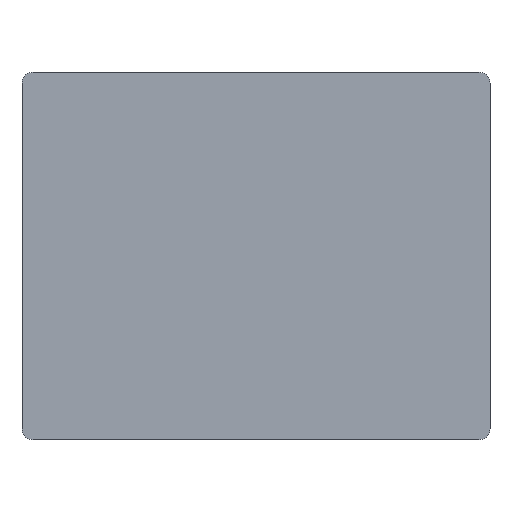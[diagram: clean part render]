
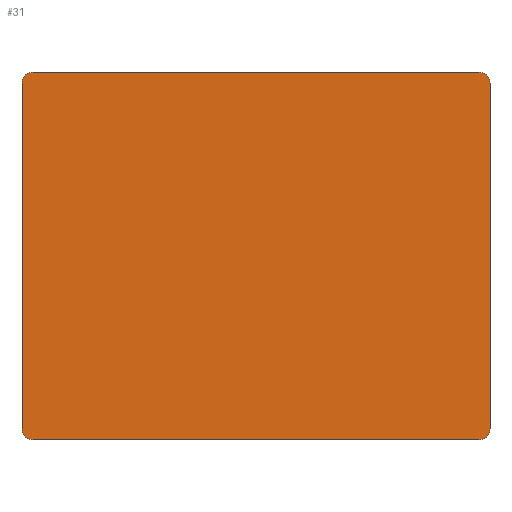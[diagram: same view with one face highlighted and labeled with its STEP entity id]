
A CAD part, front view. The second image highlights one B-rep face of the part: STEP entity #31.
In plain terms, the highlighted planar face has unit normal (0, -1, 0).
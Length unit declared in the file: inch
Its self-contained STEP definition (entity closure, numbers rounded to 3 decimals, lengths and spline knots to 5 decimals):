
#5 = VERTEX_POINT ( 'NONE', #199 ) ;
#6 = AXIS2_PLACEMENT_3D ( 'NONE', #305, #43, #215 ) ;
#8 = CIRCLE ( 'NONE', #302, 0.25 ) ;
#9 = DIRECTION ( 'NONE',  ( 0., 0., -1. ) ) ;
#15 = CARTESIAN_POINT ( 'NONE',  ( 10.25, 0., -8.245 ) ) ;
#23 = EDGE_CURVE ( 'NONE', #124, #331, #118, .T. ) ;
#30 = EDGE_CURVE ( 'NONE', #295, #340, #320, .T. ) ;
#31 = ADVANCED_FACE ( 'NONE', ( #221 ), #201, .T. ) ;
#33 = LINE ( 'NONE', #246, #329 ) ;
#43 = DIRECTION ( 'NONE',  ( 0., -1., 0. ) ) ;
#49 = CARTESIAN_POINT ( 'NONE',  ( 10.5, 0., -0.25 ) ) ;
#50 = ORIENTED_EDGE ( 'NONE', *, *, #248, .F. ) ;
#52 = CARTESIAN_POINT ( 'NONE',  ( 10.25, 0., -0.25 ) ) ;
#53 = VECTOR ( 'NONE', #54, 39.37008 ) ;
#54 = DIRECTION ( 'NONE',  ( 0., 0., 1. ) ) ;
#55 = DIRECTION ( 'NONE',  ( 0., -1., 0. ) ) ;
#57 = AXIS2_PLACEMENT_3D ( 'NONE', #236, #205, #88 ) ;
#63 = DIRECTION ( 'NONE',  ( 0., -1., 0. ) ) ;
#83 = VERTEX_POINT ( 'NONE', #268 ) ;
#84 = CARTESIAN_POINT ( 'NONE',  ( 0., 0., 0. ) ) ;
#88 = DIRECTION ( 'NONE',  ( 0., 0., -1. ) ) ;
#97 = DIRECTION ( 'NONE',  ( 0., 0., -1. ) ) ;
#101 = ORIENTED_EDGE ( 'NONE', *, *, #23, .F. ) ;
#111 = DIRECTION ( 'NONE',  ( 0., 0., -1. ) ) ;
#117 = ORIENTED_EDGE ( 'NONE', *, *, #172, .T. ) ;
#118 = LINE ( 'NONE', #84, #165 ) ;
#119 = EDGE_CURVE ( 'NONE', #280, #340, #33, .T. ) ;
#120 = CARTESIAN_POINT ( 'NONE',  ( 10.25, 0., -7.995 ) ) ;
#121 = ORIENTED_EDGE ( 'NONE', *, *, #374, .T. ) ;
#124 = VERTEX_POINT ( 'NONE', #274 ) ;
#147 = ORIENTED_EDGE ( 'NONE', *, *, #30, .T. ) ;
#151 = EDGE_CURVE ( 'NONE', #124, #5, #228, .T. ) ;
#153 = CARTESIAN_POINT ( 'NONE',  ( 0.25, 0., -7.995 ) ) ;
#165 = VECTOR ( 'NONE', #233, 39.37008 ) ;
#172 = EDGE_CURVE ( 'NONE', #186, #83, #8, .T. ) ;
#186 = VERTEX_POINT ( 'NONE', #275 ) ;
#191 = CIRCLE ( 'NONE', #242, 0.25 ) ;
#197 = EDGE_LOOP ( 'NONE', ( #101, #304, #50, #117, #353, #147, #260, #121 ) ) ;
#199 = CARTESIAN_POINT ( 'NONE',  ( 0., 0., -0.25 ) ) ;
#201 = PLANE ( 'NONE',  #57 ) ;
#205 = DIRECTION ( 'NONE',  ( 0., -1., 0. ) ) ;
#208 = DIRECTION ( 'NONE',  ( 0., 0., -1. ) ) ;
#213 = DIRECTION ( 'NONE',  ( 0., -1., 0. ) ) ;
#215 = DIRECTION ( 'NONE',  ( 0., 0., -1. ) ) ;
#218 = LINE ( 'NONE', #338, #53 ) ;
#220 = CARTESIAN_POINT ( 'NONE',  ( 0., 0., -8.245 ) ) ;
#221 = FACE_OUTER_BOUND ( 'NONE', #197, .T. ) ;
#228 = CIRCLE ( 'NONE', #6, 0.25 ) ;
#233 = DIRECTION ( 'NONE',  ( 1., 0., 0. ) ) ;
#236 = CARTESIAN_POINT ( 'NONE',  ( 0., 0., 0. ) ) ;
#242 = AXIS2_PLACEMENT_3D ( 'NONE', #52, #55, #111 ) ;
#246 = CARTESIAN_POINT ( 'NONE',  ( 10.5, 0., 0. ) ) ;
#248 = EDGE_CURVE ( 'NONE', #186, #5, #218, .T. ) ;
#252 = CARTESIAN_POINT ( 'NONE',  ( 10.5, 0., -7.995 ) ) ;
#260 = ORIENTED_EDGE ( 'NONE', *, *, #119, .F. ) ;
#268 = CARTESIAN_POINT ( 'NONE',  ( 0.25, 0., -8.245 ) ) ;
#273 = VECTOR ( 'NONE', #349, 39.37008 ) ;
#274 = CARTESIAN_POINT ( 'NONE',  ( 0.25, 0., 0. ) ) ;
#275 = CARTESIAN_POINT ( 'NONE',  ( 0., 0., -7.995 ) ) ;
#280 = VERTEX_POINT ( 'NONE', #49 ) ;
#295 = VERTEX_POINT ( 'NONE', #15 ) ;
#302 = AXIS2_PLACEMENT_3D ( 'NONE', #153, #213, #9 ) ;
#304 = ORIENTED_EDGE ( 'NONE', *, *, #151, .T. ) ;
#305 = CARTESIAN_POINT ( 'NONE',  ( 0.25, 0., -0.25 ) ) ;
#320 = CIRCLE ( 'NONE', #370, 0.25 ) ;
#324 = EDGE_CURVE ( 'NONE', #295, #83, #373, .T. ) ;
#329 = VECTOR ( 'NONE', #97, 39.37008 ) ;
#331 = VERTEX_POINT ( 'NONE', #342 ) ;
#338 = CARTESIAN_POINT ( 'NONE',  ( 0., 0., 0. ) ) ;
#340 = VERTEX_POINT ( 'NONE', #252 ) ;
#342 = CARTESIAN_POINT ( 'NONE',  ( 10.25, 0., 0. ) ) ;
#349 = DIRECTION ( 'NONE',  ( -1., 0., 0. ) ) ;
#353 = ORIENTED_EDGE ( 'NONE', *, *, #324, .F. ) ;
#370 = AXIS2_PLACEMENT_3D ( 'NONE', #120, #63, #208 ) ;
#373 = LINE ( 'NONE', #220, #273 ) ;
#374 = EDGE_CURVE ( 'NONE', #280, #331, #191, .T. ) ;
